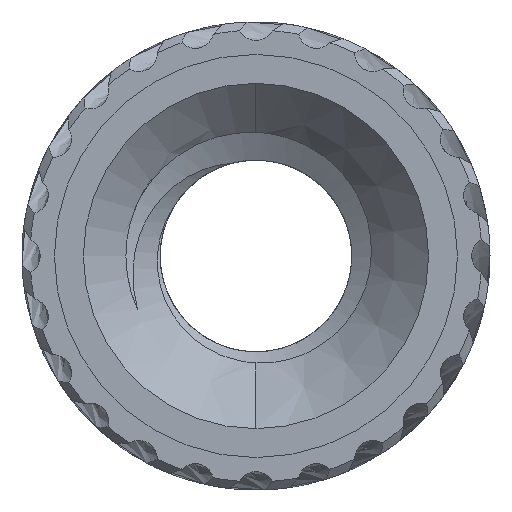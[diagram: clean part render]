
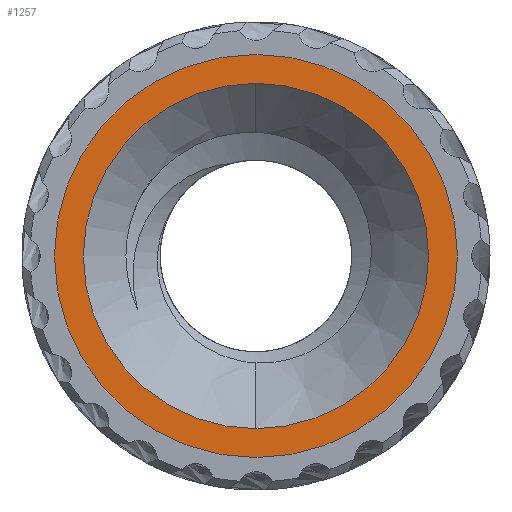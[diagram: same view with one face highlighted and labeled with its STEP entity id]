
A CAD part, front view. The second image highlights one B-rep face of the part: STEP entity #1257.
In plain terms, the highlighted planar face has unit normal (0, -1, 0).
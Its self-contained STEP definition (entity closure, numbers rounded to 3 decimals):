
#127 = AXIS2_PLACEMENT_3D ( 'NONE', #14619, #7452, #233 ) ;
#233 = DIRECTION ( 'NONE',  ( 1., 0., 0. ) ) ;
#442 = DIRECTION ( 'NONE',  ( 1., 0., 0. ) ) ;
#567 = CIRCLE ( 'NONE', #7202, 1.55 ) ;
#1257 = ADVANCED_FACE ( 'NONE', ( #15464, #2712 ), #12437, .T. ) ;
#2320 = DIRECTION ( 'NONE',  ( 0., -1., 0. ) ) ;
#2709 = DIRECTION ( 'NONE',  ( 0., -1., 0. ) ) ;
#2712 = FACE_OUTER_BOUND ( 'NONE', #8574, .T. ) ;
#2874 = ORIENTED_EDGE ( 'NONE', *, *, #15219, .T. ) ;
#3992 = CIRCLE ( 'NONE', #127, 1.328 ) ;
#4266 = EDGE_CURVE ( 'NONE', #6252, #14623, #3992, .T. ) ;
#4852 = ORIENTED_EDGE ( 'NONE', *, *, #10025, .F. ) ;
#5182 = ORIENTED_EDGE ( 'NONE', *, *, #4266, .F. ) ;
#5642 = CIRCLE ( 'NONE', #7970, 1.328 ) ;
#5849 = CIRCLE ( 'NONE', #13636, 1.55 ) ;
#6252 = VERTEX_POINT ( 'NONE', #13286 ) ;
#6418 = CARTESIAN_POINT ( 'NONE',  ( 0., 0., 0. ) ) ;
#6556 = EDGE_CURVE ( 'NONE', #11580, #12591, #5849, .T. ) ;
#7202 = AXIS2_PLACEMENT_3D ( 'NONE', #9550, #2320, #10735 ) ;
#7452 = DIRECTION ( 'NONE',  ( 0., -1., 0. ) ) ;
#7630 = DIRECTION ( 'NONE',  ( 1., 0., 0. ) ) ;
#7662 = DIRECTION ( 'NONE',  ( 0., -1., 0. ) ) ;
#7868 = EDGE_LOOP ( 'NONE', ( #5182, #4852 ) ) ;
#7970 = AXIS2_PLACEMENT_3D ( 'NONE', #6418, #14791, #7630 ) ;
#8560 = CARTESIAN_POINT ( 'NONE',  ( 1.55, 0., 0. ) ) ;
#8574 = EDGE_LOOP ( 'NONE', ( #9955, #2874 ) ) ;
#9550 = CARTESIAN_POINT ( 'NONE',  ( 0., 0., 0. ) ) ;
#9931 = CARTESIAN_POINT ( 'NONE',  ( 0., 0., 0. ) ) ;
#9955 = ORIENTED_EDGE ( 'NONE', *, *, #6556, .T. ) ;
#10025 = EDGE_CURVE ( 'NONE', #14623, #6252, #5642, .T. ) ;
#10732 = CARTESIAN_POINT ( 'NONE',  ( -1.55, 0., 0. ) ) ;
#10735 = DIRECTION ( 'NONE',  ( 1., 0., 0. ) ) ;
#11115 = DIRECTION ( 'NONE',  ( 1., 0., 0. ) ) ;
#11580 = VERTEX_POINT ( 'NONE', #8560 ) ;
#12437 = PLANE ( 'NONE',  #14611 ) ;
#12591 = VERTEX_POINT ( 'NONE', #10732 ) ;
#13286 = CARTESIAN_POINT ( 'NONE',  ( 0., 0., -1.328 ) ) ;
#13636 = AXIS2_PLACEMENT_3D ( 'NONE', #9931, #2709, #11115 ) ;
#14159 = CARTESIAN_POINT ( 'NONE',  ( 0., 0., 1.328 ) ) ;
#14611 = AXIS2_PLACEMENT_3D ( 'NONE', #14834, #7662, #442 ) ;
#14619 = CARTESIAN_POINT ( 'NONE',  ( 0., 0., 0. ) ) ;
#14623 = VERTEX_POINT ( 'NONE', #14159 ) ;
#14791 = DIRECTION ( 'NONE',  ( 0., -1., 0. ) ) ;
#14834 = CARTESIAN_POINT ( 'NONE',  ( 1.55, 0., 0. ) ) ;
#15219 = EDGE_CURVE ( 'NONE', #12591, #11580, #567, .T. ) ;
#15464 = FACE_BOUND ( 'NONE', #7868, .T. ) ;
